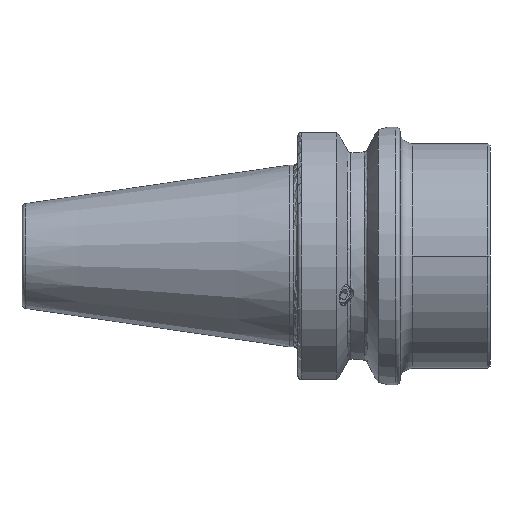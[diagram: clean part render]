
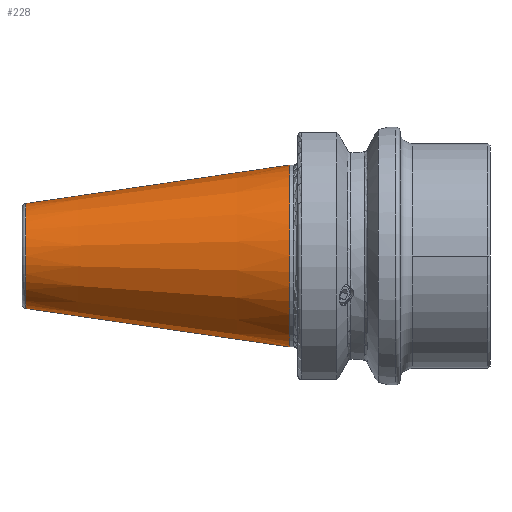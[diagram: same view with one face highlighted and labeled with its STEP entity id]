
A CAD part, front view. The second image highlights one B-rep face of the part: STEP entity #228.
In plain terms, the highlighted conical face has half-angle 8.297 degrees and reference radius 22.225 mm.
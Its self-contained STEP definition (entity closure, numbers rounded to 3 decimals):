
#16 = VERTEX_POINT ( 'NONE', #922 ) ;
#228 = ADVANCED_FACE ( 'NONE', ( #1255 ), #3147, .T. ) ;
#290 = DIRECTION ( 'NONE',  ( 0.99, 0., 0.144 ) ) ;
#308 = CARTESIAN_POINT ( 'NONE',  ( 0., 0., 22.225 ) ) ;
#482 = CIRCLE ( 'NONE', #657, 22.225 ) ;
#575 = ORIENTED_EDGE ( 'NONE', *, *, #4652, .F. ) ;
#640 = ORIENTED_EDGE ( 'NONE', *, *, #3984, .F. ) ;
#657 = AXIS2_PLACEMENT_3D ( 'NONE', #3013, #2986, #2971 ) ;
#664 = ORIENTED_EDGE ( 'NONE', *, *, #4850, .T. ) ;
#769 = ORIENTED_EDGE ( 'NONE', *, *, #4105, .T. ) ;
#922 = CARTESIAN_POINT ( 'NONE',  ( -64.544, 0., -12.812 ) ) ;
#1255 = FACE_OUTER_BOUND ( 'NONE', #2565, .T. ) ;
#1269 = CARTESIAN_POINT ( 'NONE',  ( 0., 0., -22.225 ) ) ;
#2186 = VECTOR ( 'NONE', #5971, 1000. ) ;
#2330 = LINE ( 'NONE', #5537, #2186 ) ;
#2565 = EDGE_LOOP ( 'NONE', ( #575, #640, #664, #769 ) ) ;
#2822 = CARTESIAN_POINT ( 'NONE',  ( 0., 0., 22.225 ) ) ;
#2971 = DIRECTION ( 'NONE',  ( 0., 0., 1. ) ) ;
#2986 = DIRECTION ( 'NONE',  ( -1., 0., 0. ) ) ;
#3013 = CARTESIAN_POINT ( 'NONE',  ( 0., 0., 0. ) ) ;
#3147 = CONICAL_SURFACE ( 'NONE', #3247, 22.225, 0.145 ) ;
#3247 = AXIS2_PLACEMENT_3D ( 'NONE', #3422, #3440, #3461 ) ;
#3422 = CARTESIAN_POINT ( 'NONE',  ( 0., 0., 0. ) ) ;
#3440 = DIRECTION ( 'NONE',  ( 1., 0., 0. ) ) ;
#3461 = DIRECTION ( 'NONE',  ( 0., 0., -1. ) ) ;
#3584 = DIRECTION ( 'NONE',  ( 0., 0., 1. ) ) ;
#3606 = DIRECTION ( 'NONE',  ( -1., 0., 0. ) ) ;
#3612 = CARTESIAN_POINT ( 'NONE',  ( -64.544, 0., 0. ) ) ;
#3862 = VERTEX_POINT ( 'NONE', #4307 ) ;
#3984 = EDGE_CURVE ( 'NONE', #16, #3862, #5897, .T. ) ;
#4105 = EDGE_CURVE ( 'NONE', #4828, #5055, #482, .T. ) ;
#4307 = CARTESIAN_POINT ( 'NONE',  ( -64.544, 0., 12.812 ) ) ;
#4540 = AXIS2_PLACEMENT_3D ( 'NONE', #3612, #3606, #3584 ) ;
#4652 = EDGE_CURVE ( 'NONE', #3862, #5055, #5889, .T. ) ;
#4828 = VERTEX_POINT ( 'NONE', #1269 ) ;
#4850 = EDGE_CURVE ( 'NONE', #16, #4828, #2330, .T. ) ;
#5055 = VERTEX_POINT ( 'NONE', #2822 ) ;
#5537 = CARTESIAN_POINT ( 'NONE',  ( 0., 0., -22.225 ) ) ;
#5759 = VECTOR ( 'NONE', #290, 1000. ) ;
#5889 = LINE ( 'NONE', #308, #5759 ) ;
#5897 = CIRCLE ( 'NONE', #4540, 12.812 ) ;
#5971 = DIRECTION ( 'NONE',  ( 0.99, 0., -0.144 ) ) ;
